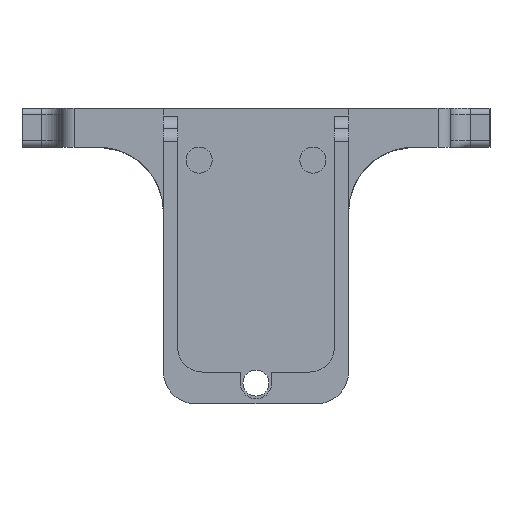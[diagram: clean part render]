
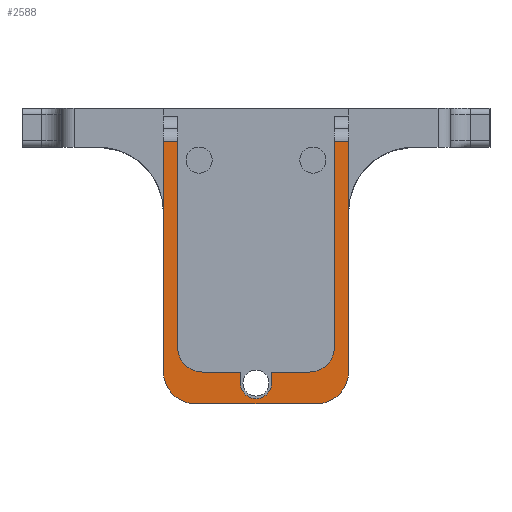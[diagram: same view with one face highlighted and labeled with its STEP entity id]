
A CAD part, left-side view. The second image highlights one B-rep face of the part: STEP entity #2588.
In plain terms, the highlighted planar face has unit normal (-1, 0, 0).
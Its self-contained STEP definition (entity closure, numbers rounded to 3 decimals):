
#2 = CARTESIAN_POINT ( 'NONE',  ( -72., -2.4, -36.3 ) ) ;
#8 = DIRECTION ( 'NONE',  ( 0., 1., 0. ) ) ;
#24 = DIRECTION ( 'NONE',  ( 0., 0., 1. ) ) ;
#52 = AXIS2_PLACEMENT_3D ( 'NONE', #3622, #6841, #2934 ) ;
#95 = EDGE_CURVE ( 'NONE', #3086, #456, #3206, .T. ) ;
#130 = CARTESIAN_POINT ( 'NONE',  ( -72., -2.4, -36.3 ) ) ;
#201 = ORIENTED_EDGE ( 'NONE', *, *, #1182, .T. ) ;
#427 = EDGE_CURVE ( 'NONE', #1625, #3086, #5717, .T. ) ;
#456 = VERTEX_POINT ( 'NONE', #7739 ) ;
#547 = ORIENTED_EDGE ( 'NONE', *, *, #5635, .T. ) ;
#558 = DIRECTION ( 'NONE',  ( 0., 0., -1. ) ) ;
#571 = EDGE_CURVE ( 'NONE', #1737, #3664, #7817, .T. ) ;
#665 = LINE ( 'NONE', #1945, #6014 ) ;
#757 = CARTESIAN_POINT ( 'NONE',  ( -72., -12.05, 0.9 ) ) ;
#764 = DIRECTION ( 'NONE',  ( 0., 1., 0. ) ) ;
#832 = AXIS2_PLACEMENT_3D ( 'NONE', #1449, #6002, #1575 ) ;
#860 = EDGE_CURVE ( 'NONE', #4186, #5670, #7292, .T. ) ;
#881 = EDGE_CURVE ( 'NONE', #1513, #4193, #4417, .T. ) ;
#901 = LINE ( 'NONE', #8033, #5349 ) ;
#1122 = ORIENTED_EDGE ( 'NONE', *, *, #427, .T. ) ;
#1182 = EDGE_CURVE ( 'NONE', #4661, #1513, #1979, .T. ) ;
#1253 = CARTESIAN_POINT ( 'NONE',  ( -72., 14.25, 0.9 ) ) ;
#1259 = CIRCLE ( 'NONE', #832, 3.8 ) ;
#1331 = AXIS2_PLACEMENT_3D ( 'NONE', #4381, #6930, #2542 ) ;
#1355 = CARTESIAN_POINT ( 'NONE',  ( -72., -14.25, 0.9 ) ) ;
#1449 = CARTESIAN_POINT ( 'NONE',  ( -72., 8.25, -30.8 ) ) ;
#1513 = VERTEX_POINT ( 'NONE', #6101 ) ;
#1575 = DIRECTION ( 'NONE',  ( 0., 0., 1. ) ) ;
#1625 = VERTEX_POINT ( 'NONE', #3161 ) ;
#1638 = LINE ( 'NONE', #2962, #5336 ) ;
#1737 = VERTEX_POINT ( 'NONE', #4820 ) ;
#1817 = VERTEX_POINT ( 'NONE', #6724 ) ;
#1945 = CARTESIAN_POINT ( 'NONE',  ( -72., -14.25, -30.8 ) ) ;
#1976 = VECTOR ( 'NONE', #3846, 1000. ) ;
#1979 = LINE ( 'NONE', #2494, #3910 ) ;
#2187 = VECTOR ( 'NONE', #764, 1000. ) ;
#2188 = EDGE_CURVE ( 'NONE', #456, #4661, #6753, .T. ) ;
#2192 = ORIENTED_EDGE ( 'NONE', *, *, #6360, .T. ) ;
#2494 = CARTESIAN_POINT ( 'NONE',  ( -72., 9.25, -39.5 ) ) ;
#2517 = CARTESIAN_POINT ( 'NONE',  ( -72., 8.25, -34.6 ) ) ;
#2524 = CARTESIAN_POINT ( 'NONE',  ( -72., 8.25, -30.8 ) ) ;
#2542 = DIRECTION ( 'NONE',  ( 0., 0., 1. ) ) ;
#2588 = ADVANCED_FACE ( 'NONE', ( #7659 ), #5563, .T. ) ;
#2726 = VERTEX_POINT ( 'NONE', #7124 ) ;
#2729 = DIRECTION ( 'NONE',  ( 0., 0., 1. ) ) ;
#2934 = DIRECTION ( 'NONE',  ( 0., 0., 1. ) ) ;
#2962 = CARTESIAN_POINT ( 'NONE',  ( -72., -12.05, 0.9 ) ) ;
#2968 = LINE ( 'NONE', #8053, #5007 ) ;
#3086 = VERTEX_POINT ( 'NONE', #6473 ) ;
#3161 = CARTESIAN_POINT ( 'NONE',  ( -72., 12.05, 0.9 ) ) ;
#3206 = LINE ( 'NONE', #3969, #4762 ) ;
#3429 = EDGE_CURVE ( 'NONE', #1817, #3600, #6975, .T. ) ;
#3506 = DIRECTION ( 'NONE',  ( 0., 0., -1. ) ) ;
#3600 = VERTEX_POINT ( 'NONE', #2 ) ;
#3601 = CARTESIAN_POINT ( 'NONE',  ( -72., 12.05, 2.9 ) ) ;
#3622 = CARTESIAN_POINT ( 'NONE',  ( -72., 0., -36.3 ) ) ;
#3664 = VERTEX_POINT ( 'NONE', #5283 ) ;
#3667 = ORIENTED_EDGE ( 'NONE', *, *, #7891, .F. ) ;
#3846 = DIRECTION ( 'NONE',  ( 0., 1., 0. ) ) ;
#3910 = VECTOR ( 'NONE', #7167, 1000. ) ;
#3969 = CARTESIAN_POINT ( 'NONE',  ( -72., 14.25, 2.9 ) ) ;
#4112 = CARTESIAN_POINT ( 'NONE',  ( -72., -9.25, -34.5 ) ) ;
#4186 = VERTEX_POINT ( 'NONE', #7546 ) ;
#4188 = DIRECTION ( 'NONE',  ( 0., 0., 1. ) ) ;
#4193 = VERTEX_POINT ( 'NONE', #7172 ) ;
#4195 = VERTEX_POINT ( 'NONE', #1355 ) ;
#4238 = DIRECTION ( 'NONE',  ( 0., 0., 1. ) ) ;
#4336 = EDGE_CURVE ( 'NONE', #2726, #1625, #4745, .T. ) ;
#4381 = CARTESIAN_POINT ( 'NONE',  ( -72., 9.25, -34.5 ) ) ;
#4417 = CIRCLE ( 'NONE', #6591, 5. ) ;
#4569 = DIRECTION ( 'NONE',  ( -1., 0., 0. ) ) ;
#4661 = VERTEX_POINT ( 'NONE', #8104 ) ;
#4732 = LINE ( 'NONE', #130, #5416 ) ;
#4745 = LINE ( 'NONE', #3601, #5370 ) ;
#4762 = VECTOR ( 'NONE', #558, 1000. ) ;
#4820 = CARTESIAN_POINT ( 'NONE',  ( -72., -8.25, -34.6 ) ) ;
#4952 = ORIENTED_EDGE ( 'NONE', *, *, #2188, .T. ) ;
#5007 = VECTOR ( 'NONE', #8009, 1000. ) ;
#5119 = ORIENTED_EDGE ( 'NONE', *, *, #571, .T. ) ;
#5189 = ORIENTED_EDGE ( 'NONE', *, *, #4336, .T. ) ;
#5283 = CARTESIAN_POINT ( 'NONE',  ( -72., -2.4, -34.6 ) ) ;
#5314 = AXIS2_PLACEMENT_3D ( 'NONE', #2524, #4569, #24 ) ;
#5336 = VECTOR ( 'NONE', #5557, 1000. ) ;
#5349 = VECTOR ( 'NONE', #3506, 1000. ) ;
#5370 = VECTOR ( 'NONE', #4188, 1000. ) ;
#5416 = VECTOR ( 'NONE', #2729, 1000. ) ;
#5422 = ORIENTED_EDGE ( 'NONE', *, *, #7573, .F. ) ;
#5471 = ORIENTED_EDGE ( 'NONE', *, *, #3429, .F. ) ;
#5557 = DIRECTION ( 'NONE',  ( 0., 1., 0. ) ) ;
#5563 = PLANE ( 'NONE',  #5314 ) ;
#5635 = EDGE_CURVE ( 'NONE', #8385, #7832, #901, .T. ) ;
#5670 = VERTEX_POINT ( 'NONE', #2517 ) ;
#5717 = LINE ( 'NONE', #1253, #1976 ) ;
#5799 = CARTESIAN_POINT ( 'NONE',  ( -72., -12.05, -30.8 ) ) ;
#5976 = ORIENTED_EDGE ( 'NONE', *, *, #6139, .T. ) ;
#6002 = DIRECTION ( 'NONE',  ( 1., 0., 0. ) ) ;
#6014 = VECTOR ( 'NONE', #6892, 1000. ) ;
#6024 = EDGE_CURVE ( 'NONE', #5670, #2726, #1259, .T. ) ;
#6101 = CARTESIAN_POINT ( 'NONE',  ( -72., -9.25, -39.5 ) ) ;
#6139 = EDGE_CURVE ( 'NONE', #4193, #4195, #665, .T. ) ;
#6186 = VECTOR ( 'NONE', #8, 1000. ) ;
#6360 = EDGE_CURVE ( 'NONE', #7832, #1737, #7098, .T. ) ;
#6473 = CARTESIAN_POINT ( 'NONE',  ( -72., 14.25, 0.9 ) ) ;
#6494 = EDGE_CURVE ( 'NONE', #4195, #8385, #1638, .T. ) ;
#6591 = AXIS2_PLACEMENT_3D ( 'NONE', #4112, #7376, #7146 ) ;
#6656 = ORIENTED_EDGE ( 'NONE', *, *, #860, .T. ) ;
#6724 = CARTESIAN_POINT ( 'NONE',  ( -72., 2.4, -36.3 ) ) ;
#6753 = CIRCLE ( 'NONE', #1331, 5. ) ;
#6819 = AXIS2_PLACEMENT_3D ( 'NONE', #6824, #8172, #4238 ) ;
#6824 = CARTESIAN_POINT ( 'NONE',  ( -72., -8.25, -30.8 ) ) ;
#6841 = DIRECTION ( 'NONE',  ( -1., 0., 0. ) ) ;
#6892 = DIRECTION ( 'NONE',  ( 0., 0., 1. ) ) ;
#6930 = DIRECTION ( 'NONE',  ( -1., 0., 0. ) ) ;
#6975 = CIRCLE ( 'NONE', #52, 2.4 ) ;
#7043 = EDGE_LOOP ( 'NONE', ( #5422, #6656, #8012, #5189, #1122, #8090, #4952, #201, #7773, #5976, #7723, #547, #2192, #5119, #3667, #5471 ) ) ;
#7098 = CIRCLE ( 'NONE', #6819, 3.8 ) ;
#7124 = CARTESIAN_POINT ( 'NONE',  ( -72., 12.05, -30.8 ) ) ;
#7146 = DIRECTION ( 'NONE',  ( 0., 0., 1. ) ) ;
#7167 = DIRECTION ( 'NONE',  ( 0., -1., 0. ) ) ;
#7172 = CARTESIAN_POINT ( 'NONE',  ( -72., -14.25, -34.5 ) ) ;
#7196 = CARTESIAN_POINT ( 'NONE',  ( -72., 8.25, -34.6 ) ) ;
#7292 = LINE ( 'NONE', #8006, #6186 ) ;
#7376 = DIRECTION ( 'NONE',  ( -1., 0., 0. ) ) ;
#7546 = CARTESIAN_POINT ( 'NONE',  ( -72., 2.4, -34.6 ) ) ;
#7573 = EDGE_CURVE ( 'NONE', #4186, #1817, #2968, .T. ) ;
#7659 = FACE_OUTER_BOUND ( 'NONE', #7043, .T. ) ;
#7723 = ORIENTED_EDGE ( 'NONE', *, *, #6494, .T. ) ;
#7739 = CARTESIAN_POINT ( 'NONE',  ( -72., 14.25, -34.5 ) ) ;
#7773 = ORIENTED_EDGE ( 'NONE', *, *, #881, .T. ) ;
#7817 = LINE ( 'NONE', #7196, #2187 ) ;
#7832 = VERTEX_POINT ( 'NONE', #5799 ) ;
#7891 = EDGE_CURVE ( 'NONE', #3600, #3664, #4732, .T. ) ;
#8006 = CARTESIAN_POINT ( 'NONE',  ( -72., 8.25, -34.6 ) ) ;
#8009 = DIRECTION ( 'NONE',  ( 0., 0., -1. ) ) ;
#8012 = ORIENTED_EDGE ( 'NONE', *, *, #6024, .T. ) ;
#8033 = CARTESIAN_POINT ( 'NONE',  ( -72., -12.05, -30.8 ) ) ;
#8053 = CARTESIAN_POINT ( 'NONE',  ( -72., 2.4, -36.3 ) ) ;
#8090 = ORIENTED_EDGE ( 'NONE', *, *, #95, .T. ) ;
#8104 = CARTESIAN_POINT ( 'NONE',  ( -72., 9.25, -39.5 ) ) ;
#8172 = DIRECTION ( 'NONE',  ( 1., 0., 0. ) ) ;
#8385 = VERTEX_POINT ( 'NONE', #757 ) ;
